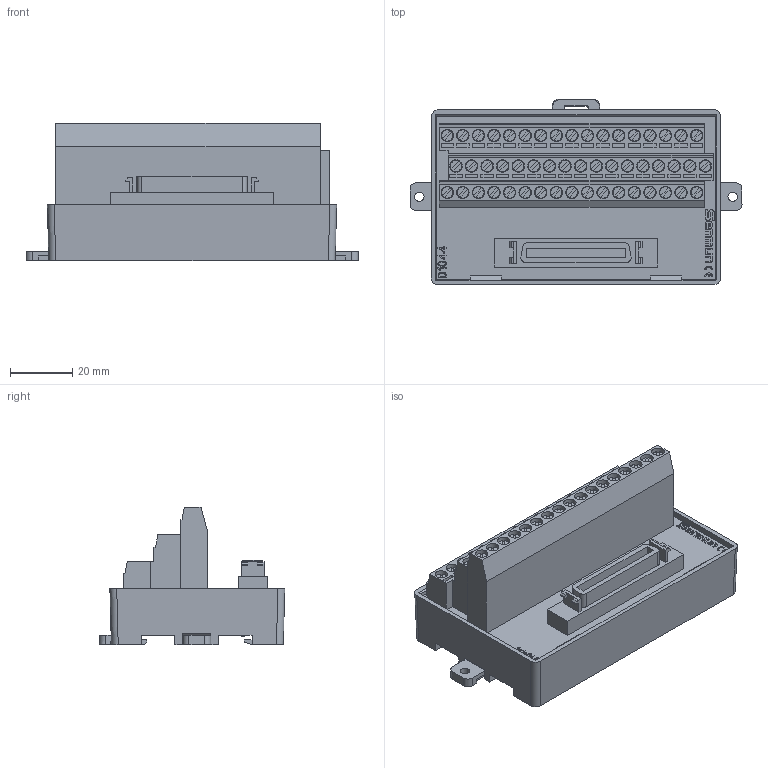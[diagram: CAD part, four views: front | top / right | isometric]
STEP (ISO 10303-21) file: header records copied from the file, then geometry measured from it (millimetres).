
FILE_DESCRIPTION(/* description */ (''),/* implementation_level */ '2;1');
FILE_NAME(/* name */ 'D1044-E.stp',/* time_stamp */ '2024-08-09T09:04:08+08:00',/* author */ (''),/* organization */ (''),/* preprocessor_version */ 'ST-DEVELOPER v14',/* originating_system */ 'SIEMENS PLM Software NX 8.0',/* authorisation */ '');
FILE_SCHEMA (('AUTOMOTIVE_DESIGN { 1 0 10303 214 3 1 1 1 }'));
Length unit declared in the file: millimetre
Products named in the file (1): D1044-E 3D_stp
Bounding box: 106.5 x 59.51 x 44.05 mm (x, y, z)
Volume: 118241 mm3; surface area: 32935.3 mm2
Topology: 3 solids, 20 shells, 1631 faces, 4012 edges, 2609 vertices
Faces by surface type: plane 1466, cylinder 157, extrusion 6, bspline 2
Full cylindrical faces by diameter (mm): 3 x2, 3.6 x51, 4 x51
Entity records: 47258 total; most frequent: CARTESIAN_POINT 8397, ORIENTED_EDGE 7608, DIRECTION 7516, EDGE_CURVE 3804, VECTOR 3320, LINE 3314, VERTEX_POINT 2507, AXIS2_PLACEMENT_3D 2098
